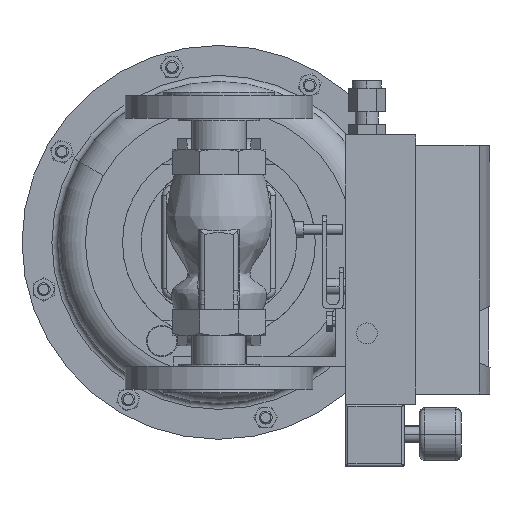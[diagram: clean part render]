
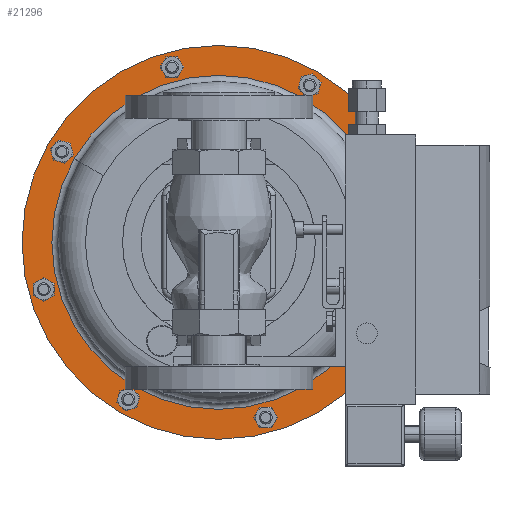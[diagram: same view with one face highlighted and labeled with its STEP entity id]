
A CAD part, front view. The second image highlights one B-rep face of the part: STEP entity #21296.
In plain terms, the highlighted planar face has unit normal (0, -1, 0).
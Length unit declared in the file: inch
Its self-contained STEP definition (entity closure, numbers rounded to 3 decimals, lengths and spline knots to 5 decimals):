
#875 = AXIS2_PLACEMENT_3D ( 'NONE', #25866, #28387, #13306 ) ;
#1339 = CIRCLE ( 'NONE', #4917, 4.029 ) ;
#1508 = FACE_OUTER_BOUND ( 'NONE', #19087, .T. ) ;
#1823 = CARTESIAN_POINT ( 'NONE',  ( 0., 8.835, -2.25 ) ) ;
#3039 = CARTESIAN_POINT ( 'NONE',  ( -4.11362, 8.835, 0.125 ) ) ;
#4339 = DIRECTION ( 'NONE',  ( 0.866, 0., -0.5 ) ) ;
#4839 = DIRECTION ( 'NONE',  ( 0., 1., 0. ) ) ;
#4917 = AXIS2_PLACEMENT_3D ( 'NONE', #1823, #19448, #4339 ) ;
#4964 = CIRCLE ( 'NONE', #16335, 4.75 ) ;
#6533 = ORIENTED_EDGE ( 'NONE', *, *, #22863, .F. ) ;
#6686 = CIRCLE ( 'NONE', #18675, 4.029 ) ;
#9403 = VERTEX_POINT ( 'NONE', #12907 ) ;
#9865 = ORIENTED_EDGE ( 'NONE', *, *, #30220, .T. ) ;
#10963 = EDGE_CURVE ( 'NONE', #9403, #13326, #6686, .T. ) ;
#11215 = CARTESIAN_POINT ( 'NONE',  ( 0., 8.835, -2.25 ) ) ;
#12907 = CARTESIAN_POINT ( 'NONE',  ( 3.48922, 8.835, -4.2645 ) ) ;
#13306 = DIRECTION ( 'NONE',  ( -0.866, 0., 0.5 ) ) ;
#13326 = VERTEX_POINT ( 'NONE', #14130 ) ;
#13750 = DIRECTION ( 'NONE',  ( 0.866, 0., -0.5 ) ) ;
#14052 = CARTESIAN_POINT ( 'NONE',  ( 0., 8.835, -2.25 ) ) ;
#14130 = CARTESIAN_POINT ( 'NONE',  ( -3.48922, 8.835, -0.2355 ) ) ;
#16335 = AXIS2_PLACEMENT_3D ( 'NONE', #11215, #28828, #13750 ) ;
#16576 = DIRECTION ( 'NONE',  ( 0.866, 0., -0.5 ) ) ;
#16993 = AXIS2_PLACEMENT_3D ( 'NONE', #19961, #4839, #22470 ) ;
#17258 = VERTEX_POINT ( 'NONE', #3039 ) ;
#18675 = AXIS2_PLACEMENT_3D ( 'NONE', #14052, #31644, #16576 ) ;
#19087 = EDGE_LOOP ( 'NONE', ( #6533, #28053 ) ) ;
#19448 = DIRECTION ( 'NONE',  ( 0., 1., 0. ) ) ;
#19535 = CARTESIAN_POINT ( 'NONE',  ( 4.11362, 8.835, -4.625 ) ) ;
#19961 = CARTESIAN_POINT ( 'NONE',  ( 0., 8.835, -2.25 ) ) ;
#20570 = PLANE ( 'NONE',  #875 ) ;
#21296 = ADVANCED_FACE ( 'NONE', ( #28311, #1508 ), #20570, .T. ) ;
#22090 = VERTEX_POINT ( 'NONE', #19535 ) ;
#22470 = DIRECTION ( 'NONE',  ( 0.866, 0., -0.5 ) ) ;
#22863 = EDGE_CURVE ( 'NONE', #22090, #17258, #4964, .T. ) ;
#24952 = EDGE_CURVE ( 'NONE', #17258, #22090, #30870, .T. ) ;
#25866 = CARTESIAN_POINT ( 'NONE',  ( -2.375, 8.835, -6.36362 ) ) ;
#28053 = ORIENTED_EDGE ( 'NONE', *, *, #24952, .F. ) ;
#28311 = FACE_BOUND ( 'NONE', #30872, .T. ) ;
#28387 = DIRECTION ( 'NONE',  ( 0., -1., 0. ) ) ;
#28767 = ORIENTED_EDGE ( 'NONE', *, *, #10963, .T. ) ;
#28828 = DIRECTION ( 'NONE',  ( 0., 1., 0. ) ) ;
#30220 = EDGE_CURVE ( 'NONE', #13326, #9403, #1339, .T. ) ;
#30870 = CIRCLE ( 'NONE', #16993, 4.75 ) ;
#30872 = EDGE_LOOP ( 'NONE', ( #28767, #9865 ) ) ;
#31644 = DIRECTION ( 'NONE',  ( 0., 1., 0. ) ) ;
